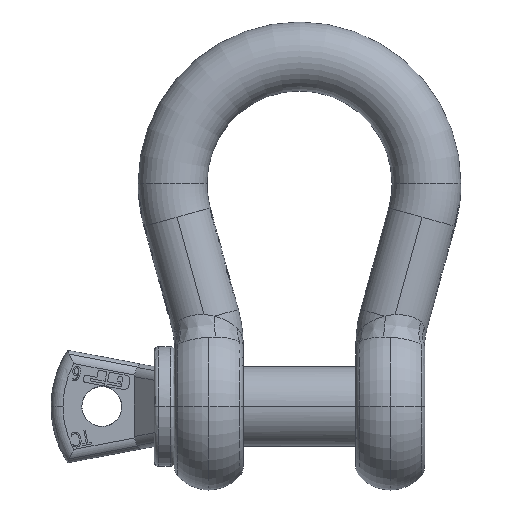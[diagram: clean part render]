
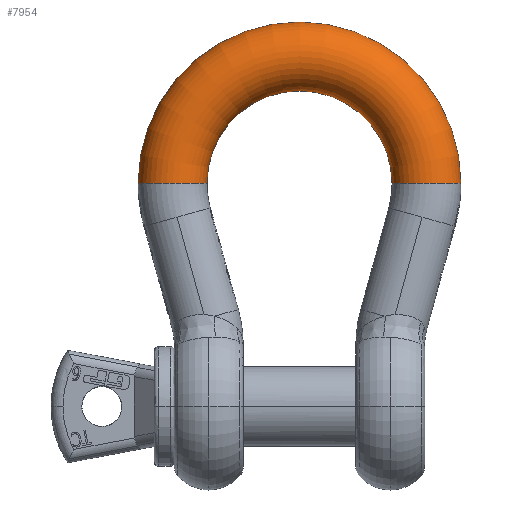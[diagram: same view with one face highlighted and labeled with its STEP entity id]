
A CAD part, top view. The second image highlights one B-rep face of the part: STEP entity #7954.
In plain terms, the highlighted toroidal (fillet/blend) face has major radius 35 mm and minor radius 9.5 mm.
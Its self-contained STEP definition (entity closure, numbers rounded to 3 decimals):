
#3861=AXIS2_PLACEMENT_3D('Circle Axis2P3D',#3859,#3860,$) ;
#7927=AXIS2_PLACEMENT_3D('Torus Axis2P3D',#7924,#7925,#7926) ;
#7931=AXIS2_PLACEMENT_3D('Circle Axis2P3D',#7929,#7930,$) ;
#7938=AXIS2_PLACEMENT_3D('Circle Axis2P3D',#7936,#7937,$) ;
#7945=AXIS2_PLACEMENT_3D('Circle Axis2P3D',#7943,#7944,$) ;
#3856=CARTESIAN_POINT('Vertex',(44.5,61.5,0.)) ;
#3859=CARTESIAN_POINT('Axis2P3D Location',(35.,61.5,0.)) ;
#3863=CARTESIAN_POINT('Vertex',(25.5,61.5,0.)) ;
#7924=CARTESIAN_POINT('Axis2P3D Location',(0.,61.5,0.)) ;
#7929=CARTESIAN_POINT('Axis2P3D Location',(0.,61.5,0.)) ;
#7933=CARTESIAN_POINT('Vertex',(-25.5,61.5,0.)) ;
#7936=CARTESIAN_POINT('Axis2P3D Location',(0.,61.5,0.)) ;
#7940=CARTESIAN_POINT('Vertex',(-44.5,61.5,0.)) ;
#7943=CARTESIAN_POINT('Axis2P3D Location',(-35.,61.5,0.)) ;
#3860=DIRECTION('Axis2P3D Direction',(0.,1.,0.)) ;
#7925=DIRECTION('Axis2P3D Direction',(0.,0.,-1.)) ;
#7926=DIRECTION('Axis2P3D XDirection',(-1.,0.,0.)) ;
#7930=DIRECTION('Axis2P3D Direction',(0.,0.,-1.)) ;
#7937=DIRECTION('Axis2P3D Direction',(0.,0.,-1.)) ;
#7944=DIRECTION('Axis2P3D Direction',(0.,-1.,0.)) ;
#7949=ORIENTED_EDGE('',*,*,#7935,.F.) ;
#7950=ORIENTED_EDGE('',*,*,#3865,.T.) ;
#7951=ORIENTED_EDGE('',*,*,#7942,.F.) ;
#7952=ORIENTED_EDGE('',*,*,#7947,.T.) ;
#7954=ADVANCED_FACE('',(#7953),#7928,.T.) ;
#3862=CIRCLE('generated circle',#3861,9.5) ;
#7932=CIRCLE('generated circle',#7931,25.5) ;
#7939=CIRCLE('generated circle',#7938,44.5) ;
#7946=CIRCLE('generated circle',#7945,9.5) ;
#7928=TOROIDAL_SURFACE('homeo Torus',#7927,35.,9.5) ;
#3865=EDGE_CURVE('',#3864,#3857,#3862,.T.) ;
#7935=EDGE_CURVE('',#3864,#7934,#7932,.F.) ;
#7942=EDGE_CURVE('',#7941,#3857,#7939,.T.) ;
#7947=EDGE_CURVE('',#7941,#7934,#7946,.F.) ;
#7948=EDGE_LOOP('',(#7949,#7950,#7951,#7952)) ;
#7953=FACE_OUTER_BOUND('',#7948,.T.) ;
#3857=VERTEX_POINT('',#3856) ;
#3864=VERTEX_POINT('',#3863) ;
#7934=VERTEX_POINT('',#7933) ;
#7941=VERTEX_POINT('',#7940) ;
